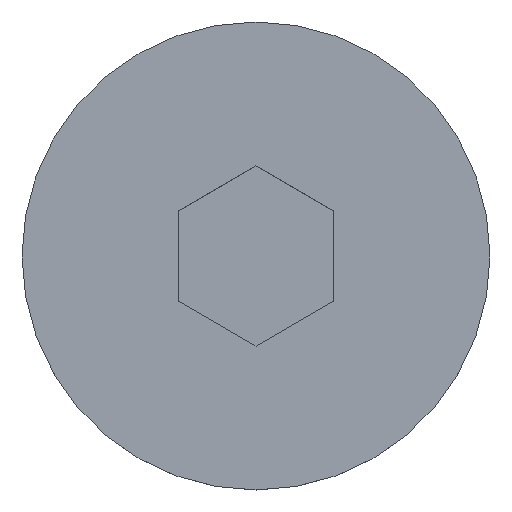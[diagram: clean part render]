
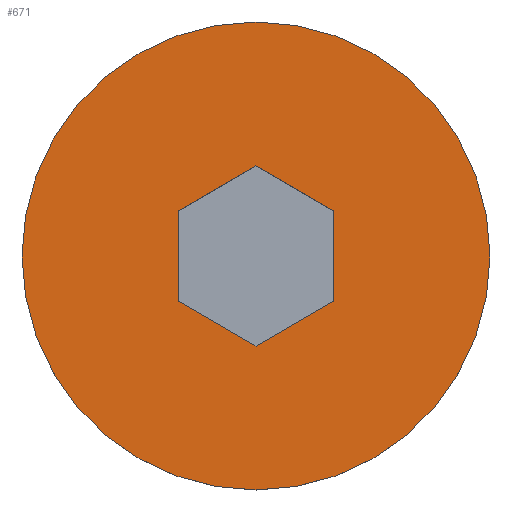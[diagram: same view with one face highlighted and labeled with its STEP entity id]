
A CAD part, top view. The second image highlights one B-rep face of the part: STEP entity #671.
In plain terms, the highlighted planar face has unit normal (0, 0, 1).
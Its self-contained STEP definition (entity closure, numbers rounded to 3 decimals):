
#11 = EDGE_LOOP ( 'NONE', ( #733, #573, #165, #580, #745, #156 ) ) ;
#13 = VERTEX_POINT ( 'NONE', #527 ) ;
#34 = CARTESIAN_POINT ( 'NONE',  ( -2., 0., 0. ) ) ;
#35 = LINE ( 'NONE', #438, #340 ) ;
#38 = VERTEX_POINT ( 'NONE', #731 ) ;
#66 = CARTESIAN_POINT ( 'NONE',  ( 2., 0., 0. ) ) ;
#68 = EDGE_CURVE ( 'NONE', #747, #591, #460, .T. ) ;
#74 = ORIENTED_EDGE ( 'NONE', *, *, #862, .F. ) ;
#82 = LINE ( 'NONE', #34, #586 ) ;
#102 = FACE_OUTER_BOUND ( 'NONE', #368, .T. ) ;
#115 = CARTESIAN_POINT ( 'NONE',  ( 0., 0., 0. ) ) ;
#147 = CARTESIAN_POINT ( 'NONE',  ( 0., 2.309, 0. ) ) ;
#148 = EDGE_CURVE ( 'NONE', #833, #747, #35, .T. ) ;
#156 = ORIENTED_EDGE ( 'NONE', *, *, #533, .T. ) ;
#163 = CIRCLE ( 'NONE', #712, 6. ) ;
#165 = ORIENTED_EDGE ( 'NONE', *, *, #148, .T. ) ;
#169 = CARTESIAN_POINT ( 'NONE',  ( 0., -2.309, 0. ) ) ;
#187 = EDGE_CURVE ( 'NONE', #591, #555, #652, .T. ) ;
#236 = CARTESIAN_POINT ( 'NONE',  ( 0., -2.309, 0. ) ) ;
#239 = CARTESIAN_POINT ( 'NONE',  ( 0., -6., 0. ) ) ;
#243 = DIRECTION ( 'NONE',  ( 0., 0., 1. ) ) ;
#256 = VECTOR ( 'NONE', #295, 1000. ) ;
#278 = CARTESIAN_POINT ( 'NONE',  ( 0., 0., 0. ) ) ;
#295 = DIRECTION ( 'NONE',  ( -0.866, 0.5, 0. ) ) ;
#325 = LINE ( 'NONE', #624, #667 ) ;
#340 = VECTOR ( 'NONE', #835, 1000. ) ;
#359 = DIRECTION ( 'NONE',  ( 0., 1., 0. ) ) ;
#368 = EDGE_LOOP ( 'NONE', ( #74, #663 ) ) ;
#438 = CARTESIAN_POINT ( 'NONE',  ( 0., 2.309, 0. ) ) ;
#460 = LINE ( 'NONE', #66, #619 ) ;
#472 = FACE_BOUND ( 'NONE', #11, .T. ) ;
#502 = DIRECTION ( 'NONE',  ( 0.866, 0.5, 0. ) ) ;
#506 = DIRECTION ( 'NONE',  ( -0.866, -0.5, 0. ) ) ;
#507 = VECTOR ( 'NONE', #506, 1000. ) ;
#518 = AXIS2_PLACEMENT_3D ( 'NONE', #115, #243, #722 ) ;
#525 = PLANE ( 'NONE',  #518 ) ;
#527 = CARTESIAN_POINT ( 'NONE',  ( -2., -1.155, 0. ) ) ;
#533 = EDGE_CURVE ( 'NONE', #555, #13, #840, .T. ) ;
#546 = CARTESIAN_POINT ( 'NONE',  ( 2., 1.155, 0. ) ) ;
#547 = AXIS2_PLACEMENT_3D ( 'NONE', #890, #558, #359 ) ;
#555 = VERTEX_POINT ( 'NONE', #236 ) ;
#558 = DIRECTION ( 'NONE',  ( 0., 0., -1. ) ) ;
#564 = CARTESIAN_POINT ( 'NONE',  ( 2., -1.155, 0. ) ) ;
#573 = ORIENTED_EDGE ( 'NONE', *, *, #851, .T. ) ;
#580 = ORIENTED_EDGE ( 'NONE', *, *, #68, .T. ) ;
#586 = VECTOR ( 'NONE', #666, 1000. ) ;
#591 = VERTEX_POINT ( 'NONE', #702 ) ;
#619 = VECTOR ( 'NONE', #880, 1000. ) ;
#624 = CARTESIAN_POINT ( 'NONE',  ( -2., 1.155, 0. ) ) ;
#652 = LINE ( 'NONE', #564, #507 ) ;
#662 = EDGE_CURVE ( 'NONE', #13, #38, #82, .T. ) ;
#663 = ORIENTED_EDGE ( 'NONE', *, *, #886, .F. ) ;
#666 = DIRECTION ( 'NONE',  ( 0., 1., 0. ) ) ;
#667 = VECTOR ( 'NONE', #502, 1000. ) ;
#669 = VERTEX_POINT ( 'NONE', #239 ) ;
#671 = ADVANCED_FACE ( 'NONE', ( #472, #102 ), #525, .T. ) ;
#686 = CARTESIAN_POINT ( 'NONE',  ( 0., 6., 0. ) ) ;
#702 = CARTESIAN_POINT ( 'NONE',  ( 2., -1.155, 0. ) ) ;
#712 = AXIS2_PLACEMENT_3D ( 'NONE', #278, #765, #760 ) ;
#722 = DIRECTION ( 'NONE',  ( 1., 0., 0. ) ) ;
#731 = CARTESIAN_POINT ( 'NONE',  ( -2., 1.155, 0. ) ) ;
#733 = ORIENTED_EDGE ( 'NONE', *, *, #662, .T. ) ;
#745 = ORIENTED_EDGE ( 'NONE', *, *, #187, .T. ) ;
#747 = VERTEX_POINT ( 'NONE', #546 ) ;
#760 = DIRECTION ( 'NONE',  ( 0., 1., 0. ) ) ;
#765 = DIRECTION ( 'NONE',  ( 0., 0., -1. ) ) ;
#830 = CIRCLE ( 'NONE', #547, 6. ) ;
#833 = VERTEX_POINT ( 'NONE', #147 ) ;
#835 = DIRECTION ( 'NONE',  ( 0.866, -0.5, 0. ) ) ;
#840 = LINE ( 'NONE', #169, #256 ) ;
#849 = VERTEX_POINT ( 'NONE', #686 ) ;
#851 = EDGE_CURVE ( 'NONE', #38, #833, #325, .T. ) ;
#862 = EDGE_CURVE ( 'NONE', #849, #669, #163, .T. ) ;
#880 = DIRECTION ( 'NONE',  ( 0., -1., 0. ) ) ;
#886 = EDGE_CURVE ( 'NONE', #669, #849, #830, .T. ) ;
#890 = CARTESIAN_POINT ( 'NONE',  ( 0., 0., 0. ) ) ;
